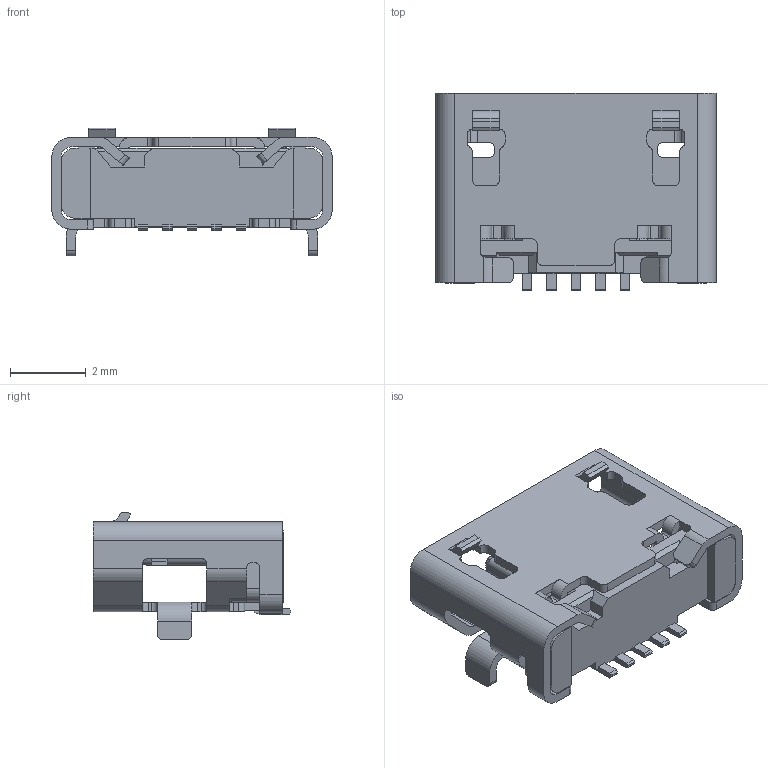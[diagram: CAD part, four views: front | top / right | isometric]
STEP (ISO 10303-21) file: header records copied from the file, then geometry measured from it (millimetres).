
FILE_DESCRIPTION(('CoCreate Modeling STEP Export'),'2;1');
FILE_NAME('010101010-151 前插后贴无翻边 6.40 无柱带铁片铁壳镀镍刷金.stp','2015-08-28T22:09:30',(''),(''),'CoCreate Modeling STEP processor for AP214 (Solid Model)','CoCreate Modeling 16.00 13-May-2008 (C) Parametric Technology GmbH','');
FILE_SCHEMA(('AUTOMOTIVE_DESIGN { 1 0 10303 214 1 1 1 1 }'));
Length unit declared in the file: millimetre
Products named in the file (234): p1; 2DIP2MSTMOLDING; 2DIP2MSTMOLDING.1; 2DIP2MST640_ASM; USB-1009-05S.stp; 010101010-03X_前插后贴.stp.1; 000.stp.2.1; 010101010-03X_前插后贴.stp.1.1; 000.stp.2; 000.stp.1; 000.stp; 010101010-03X_前插后贴.stp.1.1.1; 改后-6.40前插后贴有柱-.stp.1; 前插后贴.1; 3.stp; 6.40前插后贴有柱-.stp.1.1; 无柱无翻边改后-6.40前插后贴; p2; 55.stp; housing; 010101010-03X_前插后贴.stp.1.1.1.1; 2DIP2SMTPITCH715CONTACT.2.1; 全插式-带铁片新结构.stp; 全插式新结构.stp.1; 全插式3D; 2.stp; )--客户图.stp
Assembly tree (233 placements, depth 14):
  )--客户图.stp
    2.stp
      全插式3D
        全插式新结构.stp.1
          010101010-03X_前插后贴.stp.1.1.1
            000.stp
              000.stp.1
                010101010-03X_前插后贴.stp.1
                  USB-1009-05S.stp
              010101010-03X_前插后贴.stp.1
                USB-1009-05S.stp
                  2DIP2MST640_ASM
            000.stp.2
              010101010-03X_前插后贴.stp.1.1
                000.stp.2.1
                  010101010-03X_前插后贴.stp.1
                USB-1009-05S.stp
                  2DIP2MST640_ASM
              010101010-03X_前插后贴.stp.1
                USB-1009-05S.stp
                  2DIP2MST640_ASM
            USB-1009-05S.stp
              2DIP2MST640_ASM
                2DIP2MSTMOLDING.1
                2DIP2MSTMOLDING
          p1
        全插式-带铁片新结构.stp
          3.stp
            2DIP2SMTPITCH715CONTACT.2.1
          010101010-03X_前插后贴.stp.1.1.1.1
            000.stp
              000.stp.1
                010101010-03X_前插后贴.stp.1
                  USB-1009-05S.stp
              010101010-03X_前插后贴.stp.1
                USB-1009-05S.stp
                  2DIP2MST640_ASM
            000.stp.2
              010101010-03X_前插后贴.stp.1.1
                000.stp.2.1
                  010101010-03X_前插后贴.stp.1
                USB-1009-05S.stp
                  2DIP2MST640_ASM
              010101010-03X_前插后贴.stp.1
                USB-1009-05S.stp
                  2DIP2MST640_ASM
            USB-1009-05S.stp
              2DIP2MST640_ASM
                2DIP2MSTMOLDING.1
                2DIP2MSTMOLDING
          010101010-03X_前插后贴.stp.1.1.1
            000.stp
              000.stp.1
                010101010-03X_前插后贴.stp.1
                  USB-1009-05S.stp
              010101010-03X_前插后贴.stp.1
                USB-1009-05S.stp
                  2DIP2MST640_ASM
            000.stp.2
              010101010-03X_前插后贴.stp.1.1
Bounding box: 7.4 x 5.22 x 3.38 mm (x, y, z)
Volume: 37.6 mm3; surface area: 245.6 mm2
Topology: 2 solids, 14 shells, 799 faces, 2315 edges, 1486 vertices
Faces by surface type: plane 528, cylinder 249, bspline 11, cone 6, torus 4, sphere 1
Entity records: 31137 total; most frequent: CARTESIAN_POINT 5191, ORIENTED_EDGE 4680, DIRECTION 4447, EDGE_CURVE 2314, VECTOR 1605, LINE 1605, VERTEX_POINT 1486, AXIS2_PLACEMENT_3D 1421
